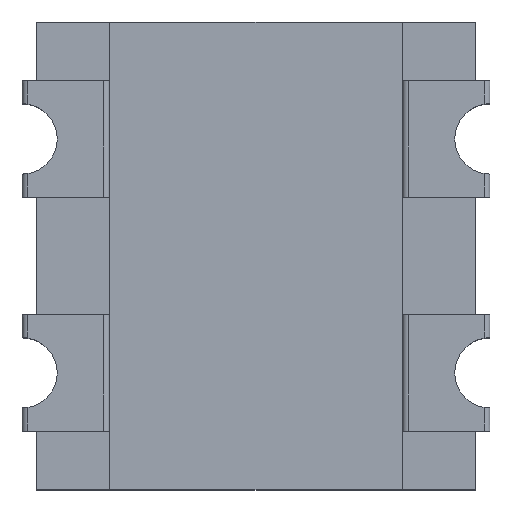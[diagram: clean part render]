
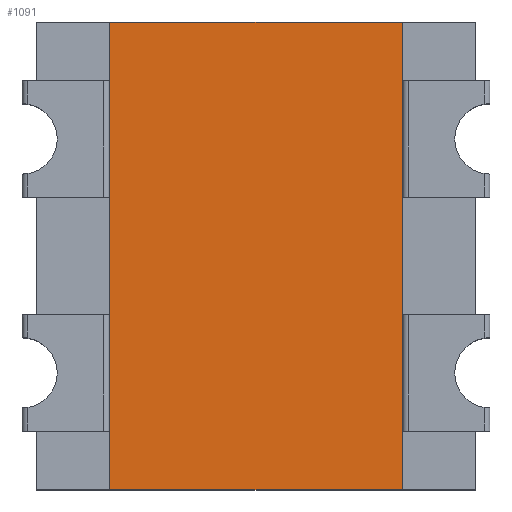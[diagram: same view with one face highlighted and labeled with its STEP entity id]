
A CAD part, top view. The second image highlights one B-rep face of the part: STEP entity #1091.
In plain terms, the highlighted planar face has unit normal (0, 0, 1).
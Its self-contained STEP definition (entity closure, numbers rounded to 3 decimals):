
#13=DIRECTION('',(0.,0.,1.));
#34=VECTOR('',#35,1.);
#35=DIRECTION('',(0.,1.,0.));
#47=DIRECTION('',(1.,0.,0.));
#189=VECTOR('',#47,1.);
#495=ORIENTED_EDGE('',*,*,#496,.F.);
#496=EDGE_CURVE('',#497,#499,#501,.T.);
#497=VERTEX_POINT('',#498);
#498=CARTESIAN_POINT('',(-0.5,-0.8,0.5));
#499=VERTEX_POINT('',#500);
#500=CARTESIAN_POINT('',(-0.5,0.8,0.5));
#501=LINE('',#498,#34);
#1091=ADVANCED_FACE('',(#1092),#1107,.T.);
#1092=FACE_BOUND('',#1093,.T.);
#1093=EDGE_LOOP('',(#495,#1094,#1099,#1104));
#1094=ORIENTED_EDGE('',*,*,#1095,.T.);
#1095=EDGE_CURVE('',#497,#1096,#1098,.T.);
#1096=VERTEX_POINT('',#1097);
#1097=CARTESIAN_POINT('',(0.5,-0.8,0.5));
#1098=LINE('',#498,#189);
#1099=ORIENTED_EDGE('',*,*,#1100,.T.);
#1100=EDGE_CURVE('',#1096,#1101,#1103,.T.);
#1101=VERTEX_POINT('',#1102);
#1102=CARTESIAN_POINT('',(0.5,0.8,0.5));
#1103=LINE('',#1097,#34);
#1104=ORIENTED_EDGE('',*,*,#1105,.F.);
#1105=EDGE_CURVE('',#499,#1101,#1106,.T.);
#1106=LINE('',#500,#189);
#1107=PLANE('',#1108);
#1108=AXIS2_PLACEMENT_3D('',#498,#13,#47);
